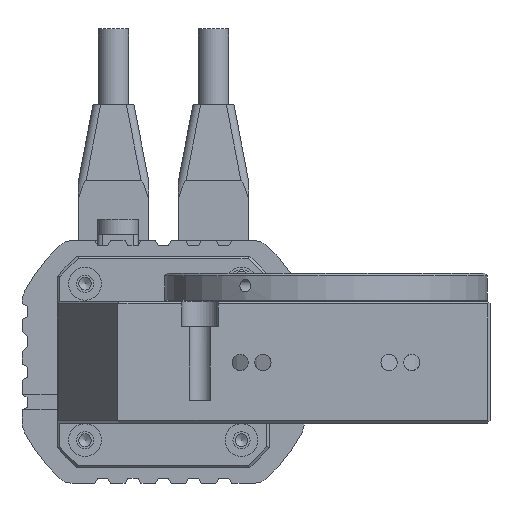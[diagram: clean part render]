
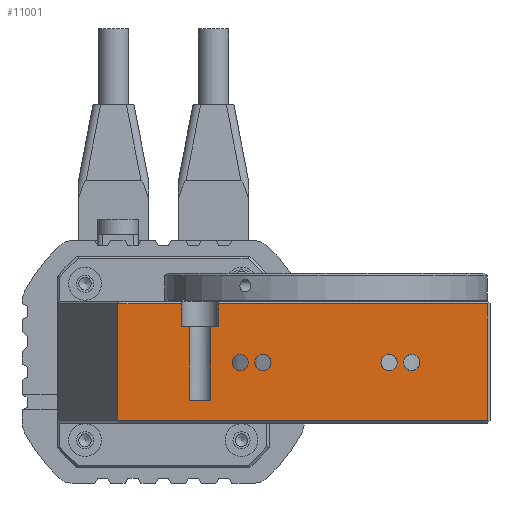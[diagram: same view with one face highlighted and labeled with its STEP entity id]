
A CAD part, left-side view. The second image highlights one B-rep face of the part: STEP entity #11001.
In plain terms, the highlighted planar face has unit normal (-1, 0, 0).
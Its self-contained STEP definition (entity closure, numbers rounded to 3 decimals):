
#10265=CARTESIAN_POINT('',(-40.425,-17.47,-6.471));
#10266=VERTEX_POINT('',#10265);
#10267=CARTESIAN_POINT('',(-40.425,-17.47,-4.85));
#10268=DIRECTION('',(1.0,0.0,0.0));
#10269=DIRECTION('',(0.0,0.0,-1.0));
#10270=AXIS2_PLACEMENT_3D('',#10267,#10268,#10269);
#10271=CIRCLE('',#10270,1.621);
#10272=EDGE_CURVE('',#10266,#10266,#10271,.T.);
#10326=CARTESIAN_POINT('',(-40.425,16.43,6.75));
#10327=VERTEX_POINT('',#10326);
#10341=CARTESIAN_POINT('',(-40.425,16.43,2.25));
#10342=VERTEX_POINT('',#10341);
#10349=CARTESIAN_POINT('',(-40.425,16.43,6.75));
#10350=DIRECTION('',(0.0,0.0,-1.0));
#10351=VECTOR('',#10350,4.5);
#10352=LINE('',#10349,#10351);
#10353=EDGE_CURVE('',#10327,#10342,#10352,.T.);
#10363=CARTESIAN_POINT('',(-40.425,23.63,6.75));
#10364=VERTEX_POINT('',#10363);
#10373=CARTESIAN_POINT('',(-40.425,23.63,2.25));
#10374=VERTEX_POINT('',#10373);
#10375=CARTESIAN_POINT('',(-40.425,23.63,2.25));
#10376=DIRECTION('',(0.0,0.0,1.0));
#10377=VECTOR('',#10376,4.5);
#10378=LINE('',#10375,#10377);
#10379=EDGE_CURVE('',#10374,#10364,#10378,.T.);
#10776=CARTESIAN_POINT('',(-40.425,-36.97,-16.35));
#10777=VERTEX_POINT('',#10776);
#10786=CARTESIAN_POINT('',(-40.425,36.28,-16.35));
#10787=VERTEX_POINT('',#10786);
#10788=CARTESIAN_POINT('',(-40.425,-36.97,-16.35));
#10789=DIRECTION('',(0.0,1.0,0.0));
#10790=VECTOR('',#10789,73.25);
#10791=LINE('',#10788,#10790);
#10792=EDGE_CURVE('',#10777,#10787,#10791,.T.);
#10872=CARTESIAN_POINT('',(-40.425,36.28,6.75));
#10873=VERTEX_POINT('',#10872);
#10887=CARTESIAN_POINT('',(-40.425,36.28,6.75));
#10888=DIRECTION('',(0.0,0.0,-1.0));
#10889=VECTOR('',#10888,23.1);
#10890=LINE('',#10887,#10889);
#10891=EDGE_CURVE('',#10873,#10787,#10890,.T.);
#10896=CARTESIAN_POINT('',(-40.425,36.28,7.25));
#10897=DIRECTION('',(-1.0,0.0,0.0));
#10898=DIRECTION('',(0.0,0.0,1.0));
#10899=AXIS2_PLACEMENT_3D('',#10896,#10897,#10898);
#10900=PLANE('',#10899);
#10901=CARTESIAN_POINT('',(-40.425,22.13,-12.35));
#10902=VERTEX_POINT('',#10901);
#10903=CARTESIAN_POINT('',(-40.425,22.13,2.25));
#10904=VERTEX_POINT('',#10903);
#10905=CARTESIAN_POINT('',(-40.425,22.13,-12.35));
#10906=DIRECTION('',(0.0,0.0,1.0));
#10907=VECTOR('',#10906,14.6);
#10908=LINE('',#10905,#10907);
#10909=EDGE_CURVE('',#10902,#10904,#10908,.T.);
#10910=ORIENTED_EDGE('',*,*,#10909,.T.);
#10911=CARTESIAN_POINT('',(-40.425,22.13,2.25));
#10912=DIRECTION('',(0.0,1.0,0.0));
#10913=VECTOR('',#10912,1.5);
#10914=LINE('',#10911,#10913);
#10915=EDGE_CURVE('',#10904,#10374,#10914,.T.);
#10916=ORIENTED_EDGE('',*,*,#10915,.T.);
#10917=ORIENTED_EDGE('',*,*,#10379,.T.);
#10918=CARTESIAN_POINT('',(-40.425,36.28,6.75));
#10919=DIRECTION('',(0.0,-1.0,0.0));
#10920=VECTOR('',#10919,12.65);
#10921=LINE('',#10918,#10920);
#10922=EDGE_CURVE('',#10873,#10364,#10921,.T.);
#10923=ORIENTED_EDGE('',*,*,#10922,.F.);
#10924=ORIENTED_EDGE('',*,*,#10891,.T.);
#10925=ORIENTED_EDGE('',*,*,#10792,.F.);
#10926=CARTESIAN_POINT('',(-40.425,-36.97,6.75));
#10927=VERTEX_POINT('',#10926);
#10928=CARTESIAN_POINT('',(-40.425,-36.97,6.75));
#10929=DIRECTION('',(0.0,0.0,-1.0));
#10930=VECTOR('',#10929,23.1);
#10931=LINE('',#10928,#10930);
#10932=EDGE_CURVE('',#10927,#10777,#10931,.T.);
#10933=ORIENTED_EDGE('',*,*,#10932,.F.);
#10934=CARTESIAN_POINT('',(-40.425,16.43,6.75));
#10935=DIRECTION('',(0.0,-1.0,0.0));
#10936=VECTOR('',#10935,53.4);
#10937=LINE('',#10934,#10936);
#10938=EDGE_CURVE('',#10327,#10927,#10937,.T.);
#10939=ORIENTED_EDGE('',*,*,#10938,.F.);
#10940=ORIENTED_EDGE('',*,*,#10353,.T.);
#10941=CARTESIAN_POINT('',(-40.425,17.93,2.25));
#10942=VERTEX_POINT('',#10941);
#10943=CARTESIAN_POINT('',(-40.425,16.43,2.25));
#10944=DIRECTION('',(0.0,1.0,0.0));
#10945=VECTOR('',#10944,1.5);
#10946=LINE('',#10943,#10945);
#10947=EDGE_CURVE('',#10342,#10942,#10946,.T.);
#10948=ORIENTED_EDGE('',*,*,#10947,.T.);
#10949=CARTESIAN_POINT('',(-40.425,17.93,-12.35));
#10950=VERTEX_POINT('',#10949);
#10951=CARTESIAN_POINT('',(-40.425,17.93,2.25));
#10952=DIRECTION('',(0.0,0.0,-1.0));
#10953=VECTOR('',#10952,14.6);
#10954=LINE('',#10951,#10953);
#10955=EDGE_CURVE('',#10942,#10950,#10954,.T.);
#10956=ORIENTED_EDGE('',*,*,#10955,.T.);
#10957=CARTESIAN_POINT('',(-40.425,17.93,-12.35));
#10958=DIRECTION('',(0.0,1.0,0.0));
#10959=VECTOR('',#10958,4.2);
#10960=LINE('',#10957,#10959);
#10961=EDGE_CURVE('',#10950,#10902,#10960,.T.);
#10962=ORIENTED_EDGE('',*,*,#10961,.T.);
#10963=EDGE_LOOP('',(#10910,#10916,#10917,#10923,#10924,#10925,#10933,#10939,#10940,#10948,#10956,#10962));
#10964=FACE_OUTER_BOUND('',#10963,.T.);
#10965=CARTESIAN_POINT('',(-40.425,7.53,-3.229));
#10966=VERTEX_POINT('',#10965);
#10967=CARTESIAN_POINT('',(-40.425,7.53,-4.85));
#10968=DIRECTION('',(1.0,0.0,0.0));
#10969=DIRECTION('',(0.0,0.0,1.0));
#10970=AXIS2_PLACEMENT_3D('',#10967,#10968,#10969);
#10971=CIRCLE('',#10970,1.621);
#10972=EDGE_CURVE('',#10966,#10966,#10971,.T.);
#10973=ORIENTED_EDGE('',*,*,#10972,.T.);
#10974=EDGE_LOOP('',(#10973));
#10975=FACE_BOUND('',#10974,.T.);
#10976=CARTESIAN_POINT('',(-40.425,12.03,-3.229));
#10977=VERTEX_POINT('',#10976);
#10978=CARTESIAN_POINT('',(-40.425,12.03,-4.85));
#10979=DIRECTION('',(1.0,0.0,0.0));
#10980=DIRECTION('',(0.0,0.0,1.0));
#10981=AXIS2_PLACEMENT_3D('',#10978,#10979,#10980);
#10982=CIRCLE('',#10981,1.621);
#10983=EDGE_CURVE('',#10977,#10977,#10982,.T.);
#10984=ORIENTED_EDGE('',*,*,#10983,.T.);
#10985=EDGE_LOOP('',(#10984));
#10986=FACE_BOUND('',#10985,.T.);
#10987=CARTESIAN_POINT('',(-40.425,-21.97,-6.471));
#10988=VERTEX_POINT('',#10987);
#10989=CARTESIAN_POINT('',(-40.425,-21.97,-4.85));
#10990=DIRECTION('',(1.0,0.0,0.0));
#10991=DIRECTION('',(0.0,0.0,-1.0));
#10992=AXIS2_PLACEMENT_3D('',#10989,#10990,#10991);
#10993=CIRCLE('',#10992,1.621);
#10994=EDGE_CURVE('',#10988,#10988,#10993,.T.);
#10995=ORIENTED_EDGE('',*,*,#10994,.T.);
#10996=EDGE_LOOP('',(#10995));
#10997=FACE_BOUND('',#10996,.T.);
#10998=ORIENTED_EDGE('',*,*,#10272,.T.);
#10999=EDGE_LOOP('',(#10998));
#11000=FACE_BOUND('',#10999,.T.);
#11001=ADVANCED_FACE('',(#10964,#10975,#10986,#10997,#11000),#10900,.T.);
